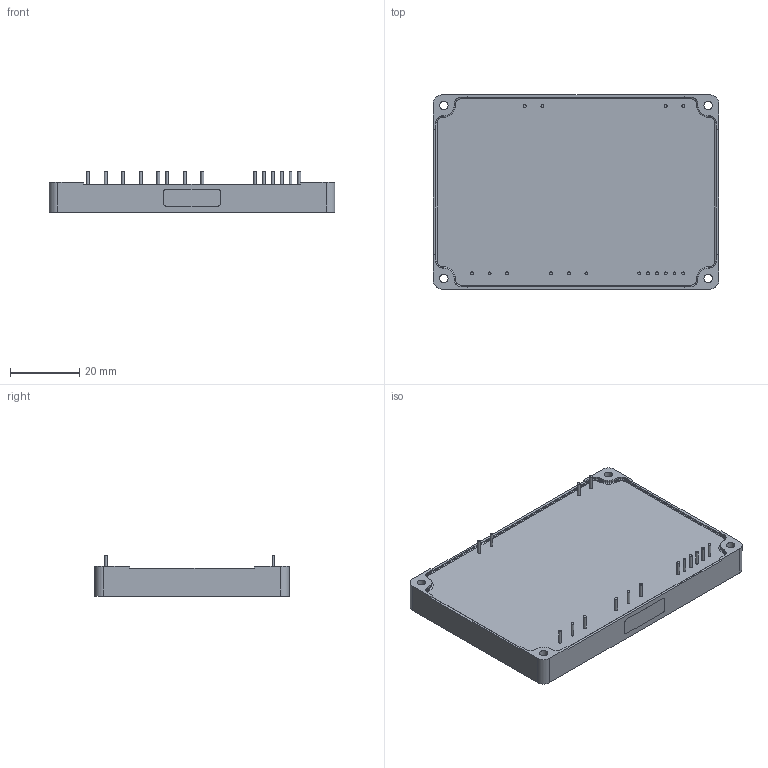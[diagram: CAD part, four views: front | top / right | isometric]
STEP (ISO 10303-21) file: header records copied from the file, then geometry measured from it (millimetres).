
FILE_DESCRIPTION(/* description */ ('Alibre Inc.'),/* implementation_level */ '2;1');
FILE_NAME(/* name */ 'export0',/* time_stamp */ '2011-07-20T10:17:04+02:00',/* author */ (''),/* organization */ (''),/* preprocessor_version */ 'ST-DEVELOPER v12',/* originating_system */ 'Alibre',/* authorisation */ '');
FILE_SCHEMA (('AUTOMOTIVE_DESIGN'));
Length unit declared in the file: centimetre
Bounding box: 82.4 x 56.01 x 11.66 mm (x, y, z)
Volume: 5564.1 mm3; surface area: 22623.4 mm2
Topology: 1 solids, 2 shells, 537 faces, 1392 edges, 932 vertices
Faces by surface type: plane 354, cylinder 116, bspline 55, torus 12
Full cylindrical faces by diameter (mm): 0.83 x34, 1.035 x1, 1.048 x1, 1.35 x16, 2 x1, 2.459 x4
Entity records: 15167 total; most frequent: CARTESIAN_POINT 3170, ORIENTED_EDGE 2598, DIRECTION 1932, EDGE_CURVE 1299, VECTOR 919, LINE 919, VERTEX_POINT 896, AXIS2_PLACEMENT_3D 679
